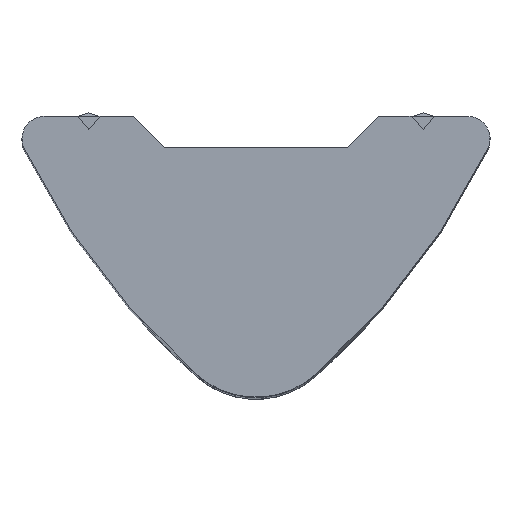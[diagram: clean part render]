
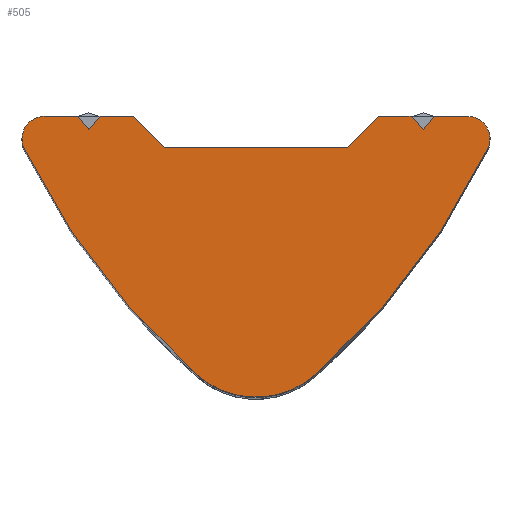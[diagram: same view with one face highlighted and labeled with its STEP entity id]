
A CAD part, top view. The second image highlights one B-rep face of the part: STEP entity #505.
In plain terms, the highlighted planar face has unit normal (0, 0, 1).
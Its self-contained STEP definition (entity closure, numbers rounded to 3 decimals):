
#1 = AXIS2_PLACEMENT_3D ( 'NONE', #489, #82, #773 ) ;
#6 = VERTEX_POINT ( 'NONE', #752 ) ;
#14 = ORIENTED_EDGE ( 'NONE', *, *, #504, .F. ) ;
#17 = CARTESIAN_POINT ( 'NONE',  ( 4.75, 0., 14. ) ) ;
#34 = ORIENTED_EDGE ( 'NONE', *, *, #818, .T. ) ;
#56 = VERTEX_POINT ( 'NONE', #460 ) ;
#57 = DIRECTION ( 'NONE',  ( -0.707, -0.707, 0. ) ) ;
#60 = CARTESIAN_POINT ( 'NONE',  ( 3.75, -0.3, 14. ) ) ;
#70 = CARTESIAN_POINT ( 'NONE',  ( 3.5, 0., 14. ) ) ;
#78 = FACE_OUTER_BOUND ( 'NONE', #804, .T. ) ;
#82 = DIRECTION ( 'NONE',  ( 0., 0., 1. ) ) ;
#95 = EDGE_CURVE ( 'NONE', #193, #553, #718, .T. ) ;
#121 = CARTESIAN_POINT ( 'NONE',  ( 2.75, 0., 14. ) ) ;
#136 = VERTEX_POINT ( 'NONE', #487 ) ;
#147 = ORIENTED_EDGE ( 'NONE', *, *, #714, .T. ) ;
#149 = DIRECTION ( 'NONE',  ( 0., 0., 1. ) ) ;
#159 = DIRECTION ( 'NONE',  ( 0., 0., 1. ) ) ;
#161 = AXIS2_PLACEMENT_3D ( 'NONE', #1148, #374, #951 ) ;
#162 = DIRECTION ( 'NONE',  ( -1., 0., 0. ) ) ;
#170 = ORIENTED_EDGE ( 'NONE', *, *, #905, .T. ) ;
#171 = VECTOR ( 'NONE', #520, 1000. ) ;
#174 = VECTOR ( 'NONE', #1118, 1000. ) ;
#175 = CARTESIAN_POINT ( 'NONE',  ( 4.75, 0., 14. ) ) ;
#181 = EDGE_CURVE ( 'NONE', #767, #1097, #503, .T. ) ;
#185 = ORIENTED_EDGE ( 'NONE', *, *, #396, .T. ) ;
#187 = CARTESIAN_POINT ( 'NONE',  ( 4.75, 0., 14. ) ) ;
#193 = VERTEX_POINT ( 'NONE', #775 ) ;
#196 = VERTEX_POINT ( 'NONE', #1128 ) ;
#198 = CIRCLE ( 'NONE', #1127, 0.5 ) ;
#200 = LINE ( 'NONE', #175, #723 ) ;
#201 = LINE ( 'NONE', #1219, #174 ) ;
#229 = CIRCLE ( 'NONE', #1169, 16. ) ;
#231 = EDGE_CURVE ( 'NONE', #6, #1196, #201, .T. ) ;
#288 = VECTOR ( 'NONE', #921, 1000. ) ;
#292 = CARTESIAN_POINT ( 'NONE',  ( -1.315, -5.807, 14. ) ) ;
#321 = EDGE_CURVE ( 'NONE', #56, #767, #622, .T. ) ;
#322 = CARTESIAN_POINT ( 'NONE',  ( -4.75, 0., 14. ) ) ;
#326 = ORIENTED_EDGE ( 'NONE', *, *, #373, .T. ) ;
#336 = VERTEX_POINT ( 'NONE', #1027 ) ;
#342 = CARTESIAN_POINT ( 'NONE',  ( -3.75, -0.3, 14. ) ) ;
#345 = VECTOR ( 'NONE', #869, 1000. ) ;
#368 = AXIS2_PLACEMENT_3D ( 'NONE', #1133, #1234, #654 ) ;
#373 = EDGE_CURVE ( 'NONE', #418, #631, #954, .T. ) ;
#374 = DIRECTION ( 'NONE',  ( 0., 0., 1. ) ) ;
#375 = EDGE_CURVE ( 'NONE', #553, #971, #696, .T. ) ;
#387 = EDGE_CURVE ( 'NONE', #631, #336, #722, .T. ) ;
#396 = EDGE_CURVE ( 'NONE', #1274, #136, #438, .T. ) ;
#417 = VERTEX_POINT ( 'NONE', #70 ) ;
#418 = VERTEX_POINT ( 'NONE', #760 ) ;
#422 = DIRECTION ( 'NONE',  ( 0., 0., 1. ) ) ;
#431 = ORIENTED_EDGE ( 'NONE', *, *, #375, .T. ) ;
#438 = LINE ( 'NONE', #1233, #669 ) ;
#450 = CARTESIAN_POINT ( 'NONE',  ( -3.75, -0.3, 14. ) ) ;
#460 = CARTESIAN_POINT ( 'NONE',  ( 5.2, -0.718, 14. ) ) ;
#463 = AXIS2_PLACEMENT_3D ( 'NONE', #740, #149, #832 ) ;
#466 = DIRECTION ( 'NONE',  ( -0.707, 0.707, 0. ) ) ;
#484 = CARTESIAN_POINT ( 'NONE',  ( -9.203, 6.25, 14. ) ) ;
#487 = CARTESIAN_POINT ( 'NONE',  ( 2.05, -0.7, 14. ) ) ;
#489 = CARTESIAN_POINT ( 'NONE',  ( -4.75, -0.5, 14. ) ) ;
#503 = LINE ( 'NONE', #187, #984 ) ;
#504 = EDGE_CURVE ( 'NONE', #552, #1097, #579, .T. ) ;
#505 = ADVANCED_FACE ( 'NONE', ( #78 ), #681, .T. ) ;
#520 = DIRECTION ( 'NONE',  ( 0.64, -0.768, 0. ) ) ;
#543 = LINE ( 'NONE', #342, #288 ) ;
#552 = VERTEX_POINT ( 'NONE', #60 ) ;
#553 = VERTEX_POINT ( 'NONE', #292 ) ;
#566 = AXIS2_PLACEMENT_3D ( 'NONE', #1014, #159, #1167 ) ;
#573 = DIRECTION ( 'NONE',  ( -1., 0., 0. ) ) ;
#579 = LINE ( 'NONE', #1064, #345 ) ;
#600 = CARTESIAN_POINT ( 'NONE',  ( -2.75, 0., 14. ) ) ;
#617 = CARTESIAN_POINT ( 'NONE',  ( 3.75, -0.3, 14. ) ) ;
#622 = CIRCLE ( 'NONE', #368, 0.5 ) ;
#631 = VERTEX_POINT ( 'NONE', #600 ) ;
#632 = VECTOR ( 'NONE', #733, 1000. ) ;
#654 = DIRECTION ( 'NONE',  ( -1., 0., 0. ) ) ;
#661 = CARTESIAN_POINT ( 'NONE',  ( 1.315, -5.807, 14. ) ) ;
#667 = ORIENTED_EDGE ( 'NONE', *, *, #762, .F. ) ;
#669 = VECTOR ( 'NONE', #57, 1000. ) ;
#681 = PLANE ( 'NONE',  #1 ) ;
#696 = CIRCLE ( 'NONE', #566, 2. ) ;
#714 = EDGE_CURVE ( 'NONE', #196, #193, #198, .T. ) ;
#718 = CIRCLE ( 'NONE', #161, 16. ) ;
#722 = LINE ( 'NONE', #1030, #1177 ) ;
#723 = VECTOR ( 'NONE', #763, 1000. ) ;
#728 = DIRECTION ( 'NONE',  ( -1., 0., 0. ) ) ;
#733 = DIRECTION ( 'NONE',  ( -1., 0., 0. ) ) ;
#740 = CARTESIAN_POINT ( 'NONE',  ( -4.75, -0.5, 14. ) ) ;
#743 = ORIENTED_EDGE ( 'NONE', *, *, #231, .F. ) ;
#746 = CARTESIAN_POINT ( 'NONE',  ( -2.75, 0., 14. ) ) ;
#752 = CARTESIAN_POINT ( 'NONE',  ( -4., 0., 14. ) ) ;
#760 = CARTESIAN_POINT ( 'NONE',  ( -2.05, -0.7, 14. ) ) ;
#762 = EDGE_CURVE ( 'NONE', #417, #552, #1213, .T. ) ;
#763 = DIRECTION ( 'NONE',  ( -1., 0., 0. ) ) ;
#767 = VERTEX_POINT ( 'NONE', #17 ) ;
#773 = DIRECTION ( 'NONE',  ( 1., 0., 0. ) ) ;
#775 = CARTESIAN_POINT ( 'NONE',  ( -5.2, -0.718, 14. ) ) ;
#803 = ORIENTED_EDGE ( 'NONE', *, *, #838, .T. ) ;
#804 = EDGE_LOOP ( 'NONE', ( #14, #667, #1069, #185, #34, #326, #892, #1173, #743, #170, #803, #147, #1082, #431, #826, #1240, #1072 ) ) ;
#818 = EDGE_CURVE ( 'NONE', #136, #418, #917, .T. ) ;
#819 = CARTESIAN_POINT ( 'NONE',  ( 4., 0., 14. ) ) ;
#826 = ORIENTED_EDGE ( 'NONE', *, *, #980, .T. ) ;
#832 = DIRECTION ( 'NONE',  ( 1., 0., 0. ) ) ;
#838 = EDGE_CURVE ( 'NONE', #1109, #196, #1113, .T. ) ;
#848 = CARTESIAN_POINT ( 'NONE',  ( -2.75, 0., 14. ) ) ;
#869 = DIRECTION ( 'NONE',  ( 0.64, 0.768, 0. ) ) ;
#892 = ORIENTED_EDGE ( 'NONE', *, *, #387, .T. ) ;
#905 = EDGE_CURVE ( 'NONE', #6, #1109, #1083, .T. ) ;
#917 = LINE ( 'NONE', #1221, #632 ) ;
#921 = DIRECTION ( 'NONE',  ( 0.64, 0.768, 0. ) ) ;
#951 = DIRECTION ( 'NONE',  ( 1., 0., 0. ) ) ;
#954 = LINE ( 'NONE', #746, #1214 ) ;
#971 = VERTEX_POINT ( 'NONE', #661 ) ;
#980 = EDGE_CURVE ( 'NONE', #971, #56, #229, .T. ) ;
#984 = VECTOR ( 'NONE', #1271, 1000. ) ;
#999 = CARTESIAN_POINT ( 'NONE',  ( -4.75, -0.5, 14. ) ) ;
#1014 = CARTESIAN_POINT ( 'NONE',  ( 0., -4.3, 14. ) ) ;
#1027 = CARTESIAN_POINT ( 'NONE',  ( -3.5, 0., 14. ) ) ;
#1030 = CARTESIAN_POINT ( 'NONE',  ( -2.75, 0., 14. ) ) ;
#1033 = EDGE_CURVE ( 'NONE', #417, #1274, #200, .T. ) ;
#1064 = CARTESIAN_POINT ( 'NONE',  ( 4., 0., 14. ) ) ;
#1069 = ORIENTED_EDGE ( 'NONE', *, *, #1033, .T. ) ;
#1072 = ORIENTED_EDGE ( 'NONE', *, *, #181, .T. ) ;
#1082 = ORIENTED_EDGE ( 'NONE', *, *, #95, .T. ) ;
#1083 = LINE ( 'NONE', #848, #1153 ) ;
#1093 = DIRECTION ( 'NONE',  ( 1., 0., 0. ) ) ;
#1097 = VERTEX_POINT ( 'NONE', #819 ) ;
#1105 = EDGE_CURVE ( 'NONE', #1196, #336, #543, .T. ) ;
#1109 = VERTEX_POINT ( 'NONE', #322 ) ;
#1113 = CIRCLE ( 'NONE', #463, 0.5 ) ;
#1118 = DIRECTION ( 'NONE',  ( 0.64, -0.768, 0. ) ) ;
#1127 = AXIS2_PLACEMENT_3D ( 'NONE', #999, #422, #1093 ) ;
#1128 = CARTESIAN_POINT ( 'NONE',  ( -5.25, -0.5, 14. ) ) ;
#1133 = CARTESIAN_POINT ( 'NONE',  ( 4.75, -0.5, 14. ) ) ;
#1148 = CARTESIAN_POINT ( 'NONE',  ( 9.203, 6.25, 14. ) ) ;
#1151 = DIRECTION ( 'NONE',  ( 0., 0., 1. ) ) ;
#1153 = VECTOR ( 'NONE', #162, 1000. ) ;
#1167 = DIRECTION ( 'NONE',  ( 1., 0., 0. ) ) ;
#1169 = AXIS2_PLACEMENT_3D ( 'NONE', #484, #1151, #573 ) ;
#1173 = ORIENTED_EDGE ( 'NONE', *, *, #1105, .F. ) ;
#1177 = VECTOR ( 'NONE', #728, 1000. ) ;
#1196 = VERTEX_POINT ( 'NONE', #450 ) ;
#1213 = LINE ( 'NONE', #617, #171 ) ;
#1214 = VECTOR ( 'NONE', #466, 1000. ) ;
#1219 = CARTESIAN_POINT ( 'NONE',  ( -4., 0., 14. ) ) ;
#1221 = CARTESIAN_POINT ( 'NONE',  ( -2.05, -0.7, 14. ) ) ;
#1233 = CARTESIAN_POINT ( 'NONE',  ( 2.75, 0., 14. ) ) ;
#1234 = DIRECTION ( 'NONE',  ( 0., 0., 1. ) ) ;
#1240 = ORIENTED_EDGE ( 'NONE', *, *, #321, .T. ) ;
#1271 = DIRECTION ( 'NONE',  ( -1., 0., 0. ) ) ;
#1274 = VERTEX_POINT ( 'NONE', #121 ) ;
